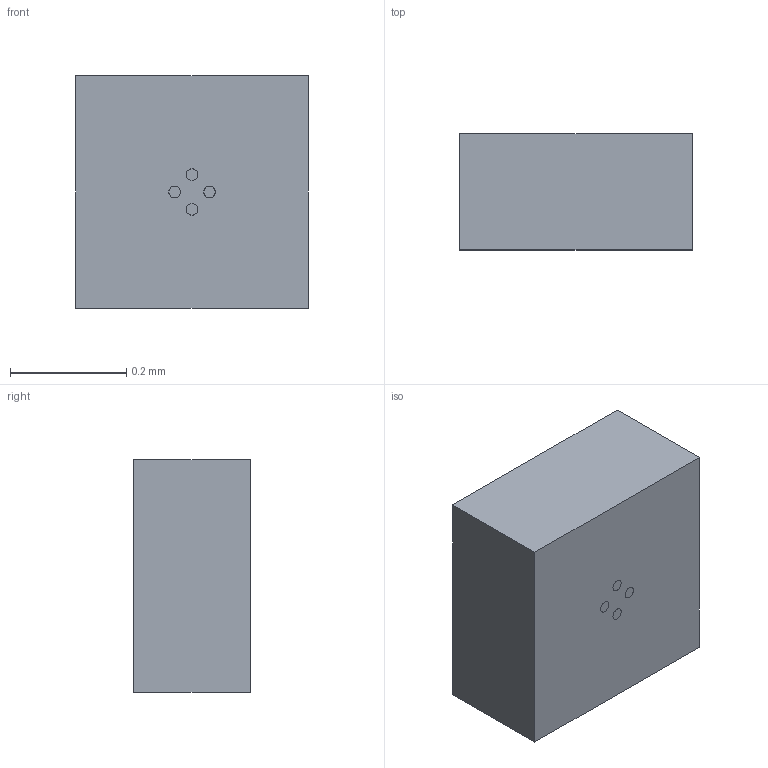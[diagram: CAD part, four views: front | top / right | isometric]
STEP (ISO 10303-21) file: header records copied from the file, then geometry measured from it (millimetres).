
FILE_DESCRIPTION(/* description */ (''),/* implementation_level */ '2;1');
FILE_NAME(/* name */ '4via.stp',/* time_stamp */ '2026-01-21T19:10:51+09:00',/* author */ ('K.LEE'),/* organization */ (''),/* preprocessor_version */ 'ST-DEVELOPER v20.1',/* originating_system */ 'Autodesk Inventor 2026',/* authorisation */ '');
FILE_SCHEMA (('AUTOMOTIVE_DESIGN { 1 0 10303 214 3 1 1 }'));
Length unit declared in the file: millimetre
Products named in the file (1): 4via
Bounding box: 0.4 x 0.2 x 0.4 mm (x, y, z)
Volume: 0 mm3; surface area: 0.7 mm2
Topology: 5 solids, 5 shells, 22 faces, 36 edges, 24 vertices
Faces by surface type: plane 14, cylinder 8
Full cylindrical faces by diameter (mm): 0.02 x8
Entity records: 580 total; most frequent: DIRECTION 98, CARTESIAN_POINT 83, ORIENTED_EDGE 72, AXIS2_PLACEMENT_3D 39, EDGE_CURVE 36, EDGE_LOOP 30, VERTEX_POINT 24, FACE_OUTER_BOUND 22
